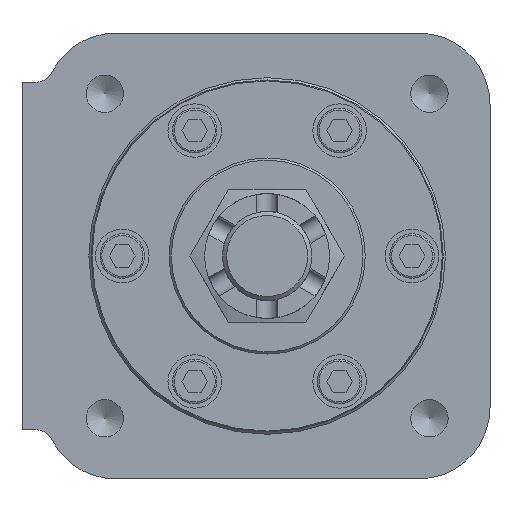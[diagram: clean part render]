
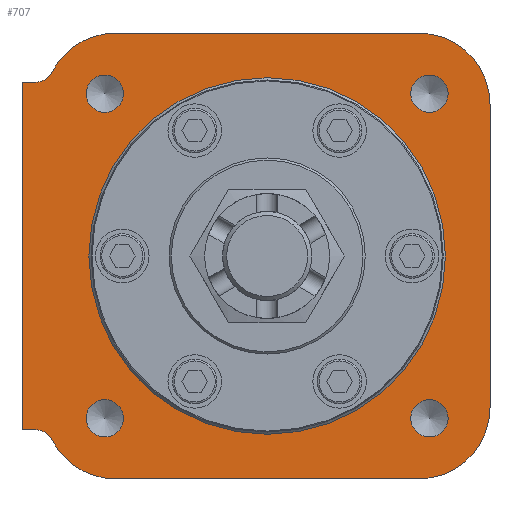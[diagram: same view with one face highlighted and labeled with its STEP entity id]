
A CAD part, left-side view. The second image highlights one B-rep face of the part: STEP entity #707.
In plain terms, the highlighted planar face has unit normal (-1, 0, 0).
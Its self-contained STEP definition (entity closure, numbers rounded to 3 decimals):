
#707 = ADVANCED_FACE( '', ( #1643, #1644, #1645, #1646, #1647, #1648 ), #1649, .F. );
#1643 = FACE_BOUND( '', #2913, .T. );
#1644 = FACE_BOUND( '', #2914, .T. );
#1645 = FACE_BOUND( '', #2915, .T. );
#1646 = FACE_BOUND( '', #2916, .T. );
#1647 = FACE_BOUND( '', #2917, .T. );
#1648 = FACE_OUTER_BOUND( '', #2918, .T. );
#1649 = PLANE( '', #2919 );
#2913 = EDGE_LOOP( '', ( #4649 ) );
#2914 = EDGE_LOOP( '', ( #4650 ) );
#2915 = EDGE_LOOP( '', ( #4651 ) );
#2916 = EDGE_LOOP( '', ( #4652 ) );
#2917 = EDGE_LOOP( '', ( #4653 ) );
#2918 = EDGE_LOOP( '', ( #4654, #4655, #4656, #4657, #4658, #4659, #4660, #4661, #4662, #4663, #4664, #4665 ) );
#2919 = AXIS2_PLACEMENT_3D( '', #4666, #4667, #4668 );
#4649 = ORIENTED_EDGE( '', *, *, #7204, .T. );
#4650 = ORIENTED_EDGE( '', *, *, #7205, .T. );
#4651 = ORIENTED_EDGE( '', *, *, #7206, .T. );
#4652 = ORIENTED_EDGE( '', *, *, #7207, .T. );
#4653 = ORIENTED_EDGE( '', *, *, #7208, .T. );
#4654 = ORIENTED_EDGE( '', *, *, #6755, .F. );
#4655 = ORIENTED_EDGE( '', *, *, #7124, .T. );
#4656 = ORIENTED_EDGE( '', *, *, #7209, .F. );
#4657 = ORIENTED_EDGE( '', *, *, #6823, .F. );
#4658 = ORIENTED_EDGE( '', *, *, #7210, .F. );
#4659 = ORIENTED_EDGE( '', *, *, #7211, .T. );
#4660 = ORIENTED_EDGE( '', *, *, #6899, .F. );
#4661 = ORIENTED_EDGE( '', *, *, #7212, .F. );
#4662 = ORIENTED_EDGE( '', *, *, #7213, .F. );
#4663 = ORIENTED_EDGE( '', *, *, #7214, .F. );
#4664 = ORIENTED_EDGE( '', *, *, #7215, .F. );
#4665 = ORIENTED_EDGE( '', *, *, #7216, .F. );
#4666 = CARTESIAN_POINT( '', ( 65.4, 40., 0. ) );
#4667 = DIRECTION( '', ( 1., 0., 0. ) );
#4668 = DIRECTION( '', ( 0., 0., -1. ) );
#6755 = EDGE_CURVE( '', #7856, #7857, #7858, .T. );
#6823 = EDGE_CURVE( '', #7976, #7977, #7978, .T. );
#6899 = EDGE_CURVE( '', #8111, #8112, #8113, .T. );
#7124 = EDGE_CURVE( '', #7856, #8484, #8485, .T. );
#7204 = EDGE_CURVE( '', #8600, #8600, #8601, .T. );
#7205 = EDGE_CURVE( '', #8602, #8602, #8603, .T. );
#7206 = EDGE_CURVE( '', #8604, #8604, #8605, .T. );
#7207 = EDGE_CURVE( '', #8606, #8606, #8607, .T. );
#7208 = EDGE_CURVE( '', #8608, #8608, #8609, .T. );
#7209 = EDGE_CURVE( '', #7977, #8484, #8610, .T. );
#7210 = EDGE_CURVE( '', #8611, #7976, #8612, .T. );
#7211 = EDGE_CURVE( '', #8611, #8112, #8613, .T. );
#7212 = EDGE_CURVE( '', #8614, #8111, #8615, .T. );
#7213 = EDGE_CURVE( '', #8616, #8614, #8617, .T. );
#7214 = EDGE_CURVE( '', #8618, #8616, #8619, .T. );
#7215 = EDGE_CURVE( '', #8620, #8618, #8621, .T. );
#7216 = EDGE_CURVE( '', #7857, #8620, #8622, .T. );
#7856 = VERTEX_POINT( '', #9443 );
#7857 = VERTEX_POINT( '', #9444 );
#7858 = CIRCLE( '', #9445, 16. );
#7976 = VERTEX_POINT( '', #9704 );
#7977 = VERTEX_POINT( '', #9705 );
#7978 = LINE( '', #9706, #9707 );
#8111 = VERTEX_POINT( '', #9998 );
#8112 = VERTEX_POINT( '', #9999 );
#8113 = CIRCLE( '', #10000, 16. );
#8484 = VERTEX_POINT( '', #10804 );
#8485 = CIRCLE( '', #10805, 4. );
#8600 = VERTEX_POINT( '', #11020 );
#8601 = CIRCLE( '', #11021, 4.188 );
#8602 = VERTEX_POINT( '', #11022 );
#8603 = CIRCLE( '', #11023, 4.188 );
#8604 = VERTEX_POINT( '', #11024 );
#8605 = CIRCLE( '', #11025, 4.188 );
#8606 = VERTEX_POINT( '', #11026 );
#8607 = CIRCLE( '', #11027, 4.188 );
#8608 = VERTEX_POINT( '', #11028 );
#8609 = CIRCLE( '', #11029, 40. );
#8610 = LINE( '', #11030, #11031 );
#8611 = VERTEX_POINT( '', #11032 );
#8612 = LINE( '', #11033, #11034 );
#8613 = CIRCLE( '', #11035, 4. );
#8614 = VERTEX_POINT( '', #11036 );
#8615 = LINE( '', #11037, #11038 );
#8616 = VERTEX_POINT( '', #11039 );
#8617 = CIRCLE( '', #11040, 16. );
#8618 = VERTEX_POINT( '', #11041 );
#8619 = LINE( '', #11042, #11043 );
#8620 = VERTEX_POINT( '', #11044 );
#8621 = CIRCLE( '', #11045, 16. );
#8622 = LINE( '', #11046, #11047 );
#9443 = CARTESIAN_POINT( '', ( 65.4, 48.288, 41.2 ) );
#9444 = CARTESIAN_POINT( '', ( 65.4, 34., 50. ) );
#9445 = AXIS2_PLACEMENT_3D( '', #12443, #12444, #12445 );
#9704 = CARTESIAN_POINT( '', ( 65.4, 55., -39. ) );
#9705 = CARTESIAN_POINT( '', ( 65.4, 55., 39. ) );
#9706 = CARTESIAN_POINT( '', ( 65.4, 55., -39. ) );
#9707 = VECTOR( '', #12524, 1000. );
#9998 = CARTESIAN_POINT( '', ( 65.4, 34., -50. ) );
#9999 = CARTESIAN_POINT( '', ( 65.4, 48.288, -41.2 ) );
#10000 = AXIS2_PLACEMENT_3D( '', #12597, #12598, #12599 );
#10804 = CARTESIAN_POINT( '', ( 65.4, 51.861, 39. ) );
#10805 = AXIS2_PLACEMENT_3D( '', #12843, #12844, #12845 );
#11020 = CARTESIAN_POINT( '', ( 65.4, -36.416, 32.228 ) );
#11021 = AXIS2_PLACEMENT_3D( '', #12931, #12932, #12933 );
#11022 = CARTESIAN_POINT( '', ( 65.4, -36.416, -40.604 ) );
#11023 = AXIS2_PLACEMENT_3D( '', #12934, #12935, #12936 );
#11024 = CARTESIAN_POINT( '', ( 65.4, 36.416, -40.604 ) );
#11025 = AXIS2_PLACEMENT_3D( '', #12937, #12938, #12939 );
#11026 = CARTESIAN_POINT( '', ( 65.4, 36.416, 32.228 ) );
#11027 = AXIS2_PLACEMENT_3D( '', #12940, #12941, #12942 );
#11028 = CARTESIAN_POINT( '', ( 65.4, 0., -40. ) );
#11029 = AXIS2_PLACEMENT_3D( '', #12943, #12944, #12945 );
#11030 = CARTESIAN_POINT( '', ( 65.4, 55., 39. ) );
#11031 = VECTOR( '', #12946, 1000. );
#11032 = CARTESIAN_POINT( '', ( 65.4, 51.861, -39. ) );
#11033 = CARTESIAN_POINT( '', ( 65.4, 51.861, -39. ) );
#11034 = VECTOR( '', #12947, 1000. );
#11035 = AXIS2_PLACEMENT_3D( '', #12948, #12949, #12950 );
#11036 = CARTESIAN_POINT( '', ( 65.4, -34., -50. ) );
#11037 = CARTESIAN_POINT( '', ( 65.4, -34., -50. ) );
#11038 = VECTOR( '', #12951, 1000. );
#11039 = CARTESIAN_POINT( '', ( 65.4, -50., -34. ) );
#11040 = AXIS2_PLACEMENT_3D( '', #12952, #12953, #12954 );
#11041 = CARTESIAN_POINT( '', ( 65.4, -50., 34. ) );
#11042 = CARTESIAN_POINT( '', ( 65.4, -50., 34. ) );
#11043 = VECTOR( '', #12955, 1000. );
#11044 = CARTESIAN_POINT( '', ( 65.4, -34., 50. ) );
#11045 = AXIS2_PLACEMENT_3D( '', #12956, #12957, #12958 );
#11046 = CARTESIAN_POINT( '', ( 65.4, 34., 50. ) );
#11047 = VECTOR( '', #12959, 1000. );
#12443 = CARTESIAN_POINT( '', ( 65.4, 34., 34. ) );
#12444 = DIRECTION( '', ( 1., 0., 0. ) );
#12445 = DIRECTION( '', ( 0., 0., -1. ) );
#12524 = DIRECTION( '', ( 0., 0., 1. ) );
#12597 = CARTESIAN_POINT( '', ( 65.4, 34., -34. ) );
#12598 = DIRECTION( '', ( 1., 0., 0. ) );
#12599 = DIRECTION( '', ( 0., 0., -1. ) );
#12843 = CARTESIAN_POINT( '', ( 65.4, 51.861, 43. ) );
#12844 = DIRECTION( '', ( 1., 0., 0. ) );
#12845 = DIRECTION( '', ( 0., 0., -1. ) );
#12931 = CARTESIAN_POINT( '', ( 65.4, -36.416, 36.416 ) );
#12932 = DIRECTION( '', ( 1., 0., 0. ) );
#12933 = DIRECTION( '', ( 0., 0., -1. ) );
#12934 = CARTESIAN_POINT( '', ( 65.4, -36.416, -36.416 ) );
#12935 = DIRECTION( '', ( 1., 0., 0. ) );
#12936 = DIRECTION( '', ( 0., 0., -1. ) );
#12937 = CARTESIAN_POINT( '', ( 65.4, 36.416, -36.416 ) );
#12938 = DIRECTION( '', ( 1., 0., 0. ) );
#12939 = DIRECTION( '', ( 0., 0., -1. ) );
#12940 = CARTESIAN_POINT( '', ( 65.4, 36.416, 36.416 ) );
#12941 = DIRECTION( '', ( 1., 0., 0. ) );
#12942 = DIRECTION( '', ( 0., 0., -1. ) );
#12943 = CARTESIAN_POINT( '', ( 65.4, 0., 0. ) );
#12944 = DIRECTION( '', ( 1., 0., 0. ) );
#12945 = DIRECTION( '', ( 0., 0., -1. ) );
#12946 = DIRECTION( '', ( 0., -1., 0. ) );
#12947 = DIRECTION( '', ( 0., 1., 0. ) );
#12948 = CARTESIAN_POINT( '', ( 65.4, 51.861, -43. ) );
#12949 = DIRECTION( '', ( 1., 0., 0. ) );
#12950 = DIRECTION( '', ( 0., 0., -1. ) );
#12951 = DIRECTION( '', ( 0., 1., 0. ) );
#12952 = CARTESIAN_POINT( '', ( 65.4, -34., -34. ) );
#12953 = DIRECTION( '', ( 1., 0., 0. ) );
#12954 = DIRECTION( '', ( 0., 0., -1. ) );
#12955 = DIRECTION( '', ( 0., 0., -1. ) );
#12956 = CARTESIAN_POINT( '', ( 65.4, -34., 34. ) );
#12957 = DIRECTION( '', ( 1., 0., 0. ) );
#12958 = DIRECTION( '', ( 0., 0., -1. ) );
#12959 = DIRECTION( '', ( 0., -1., 0. ) );
